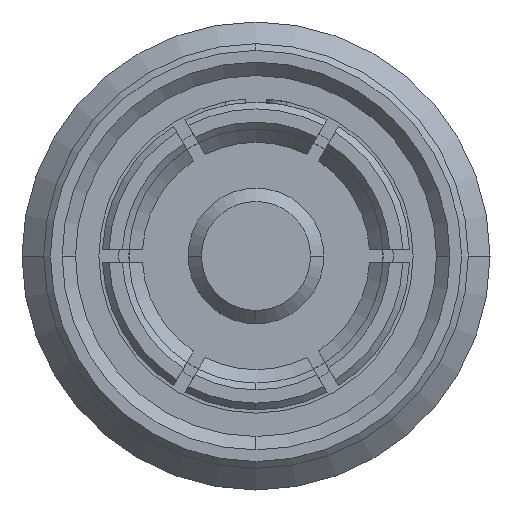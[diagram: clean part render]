
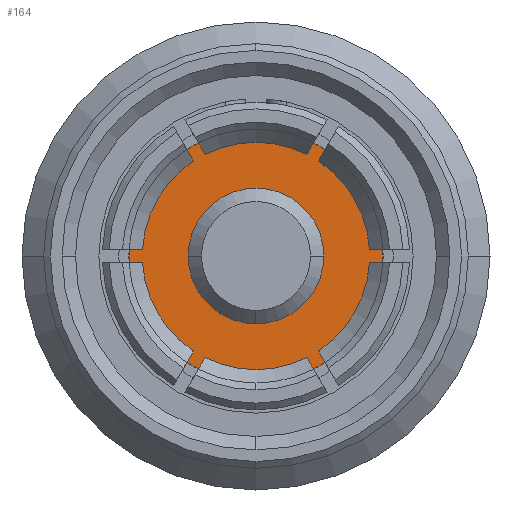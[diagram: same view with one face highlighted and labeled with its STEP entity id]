
A CAD part, left-side view. The second image highlights one B-rep face of the part: STEP entity #164.
In plain terms, the highlighted planar face has unit normal (-1, 0, 0).
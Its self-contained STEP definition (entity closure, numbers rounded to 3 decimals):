
#10 = CARTESIAN_POINT ( 'NONE',  ( 5.1, -1.9, 0. ) ) ;
#164 = ADVANCED_FACE ( 'NONE', ( #2385, #5747 ), #435, .T. ) ;
#210 = CARTESIAN_POINT ( 'NONE',  ( 5.1, 1.9, 0. ) ) ;
#340 = DIRECTION ( 'NONE',  ( -1., 0., 0. ) ) ;
#356 = CIRCLE ( 'NONE', #2217, 1.015 ) ;
#435 = PLANE ( 'NONE',  #2514 ) ;
#616 = ORIENTED_EDGE ( 'NONE', *, *, #2661, .F. ) ;
#685 = CARTESIAN_POINT ( 'NONE',  ( 5.1, 0., 0. ) ) ;
#745 = VERTEX_POINT ( 'NONE', #10 ) ;
#749 = CIRCLE ( 'NONE', #1069, 1.015 ) ;
#947 = EDGE_LOOP ( 'NONE', ( #1835, #1893 ) ) ;
#955 = DIRECTION ( 'NONE',  ( -1., 0., 0. ) ) ;
#995 = DIRECTION ( 'NONE',  ( 0., -1., 0. ) ) ;
#1033 = ORIENTED_EDGE ( 'NONE', *, *, #1169, .F. ) ;
#1069 = AXIS2_PLACEMENT_3D ( 'NONE', #2954, #955, #995 ) ;
#1169 = EDGE_CURVE ( 'NONE', #5720, #4083, #356, .T. ) ;
#1300 = CIRCLE ( 'NONE', #5731, 1.9 ) ;
#1353 = DIRECTION ( 'NONE',  ( 0., 0., 1. ) ) ;
#1528 = CARTESIAN_POINT ( 'NONE',  ( 5.1, 0., 0. ) ) ;
#1731 = CARTESIAN_POINT ( 'NONE',  ( 5.1, 1.015, 0. ) ) ;
#1835 = ORIENTED_EDGE ( 'NONE', *, *, #6055, .T. ) ;
#1893 = ORIENTED_EDGE ( 'NONE', *, *, #5210, .F. ) ;
#2217 = AXIS2_PLACEMENT_3D ( 'NONE', #1528, #6006, #3587 ) ;
#2385 = FACE_BOUND ( 'NONE', #4808, .T. ) ;
#2514 = AXIS2_PLACEMENT_3D ( 'NONE', #5352, #340, #1353 ) ;
#2594 = DIRECTION ( 'NONE',  ( -1., 0., 0. ) ) ;
#2661 = EDGE_CURVE ( 'NONE', #4083, #5720, #749, .T. ) ;
#2830 = VERTEX_POINT ( 'NONE', #210 ) ;
#2954 = CARTESIAN_POINT ( 'NONE',  ( 5.1, 0., 0. ) ) ;
#3100 = CARTESIAN_POINT ( 'NONE',  ( 5.1, 0., 0. ) ) ;
#3587 = DIRECTION ( 'NONE',  ( 0., 1., 0. ) ) ;
#3601 = CARTESIAN_POINT ( 'NONE',  ( 5.1, -1.015, 0. ) ) ;
#4083 = VERTEX_POINT ( 'NONE', #3601 ) ;
#4591 = DIRECTION ( 'NONE',  ( 0., 1., 0. ) ) ;
#4784 = AXIS2_PLACEMENT_3D ( 'NONE', #685, #5063, #6072 ) ;
#4808 = EDGE_LOOP ( 'NONE', ( #616, #1033 ) ) ;
#5063 = DIRECTION ( 'NONE',  ( 1., 0., 0. ) ) ;
#5210 = EDGE_CURVE ( 'NONE', #2830, #745, #5300, .T. ) ;
#5300 = CIRCLE ( 'NONE', #4784, 1.9 ) ;
#5352 = CARTESIAN_POINT ( 'NONE',  ( 5.1, 0., 0. ) ) ;
#5720 = VERTEX_POINT ( 'NONE', #1731 ) ;
#5731 = AXIS2_PLACEMENT_3D ( 'NONE', #3100, #2594, #4591 ) ;
#5747 = FACE_OUTER_BOUND ( 'NONE', #947, .T. ) ;
#6006 = DIRECTION ( 'NONE',  ( -1., 0., 0. ) ) ;
#6055 = EDGE_CURVE ( 'NONE', #2830, #745, #1300, .T. ) ;
#6072 = DIRECTION ( 'NONE',  ( 0., 1., 0. ) ) ;
